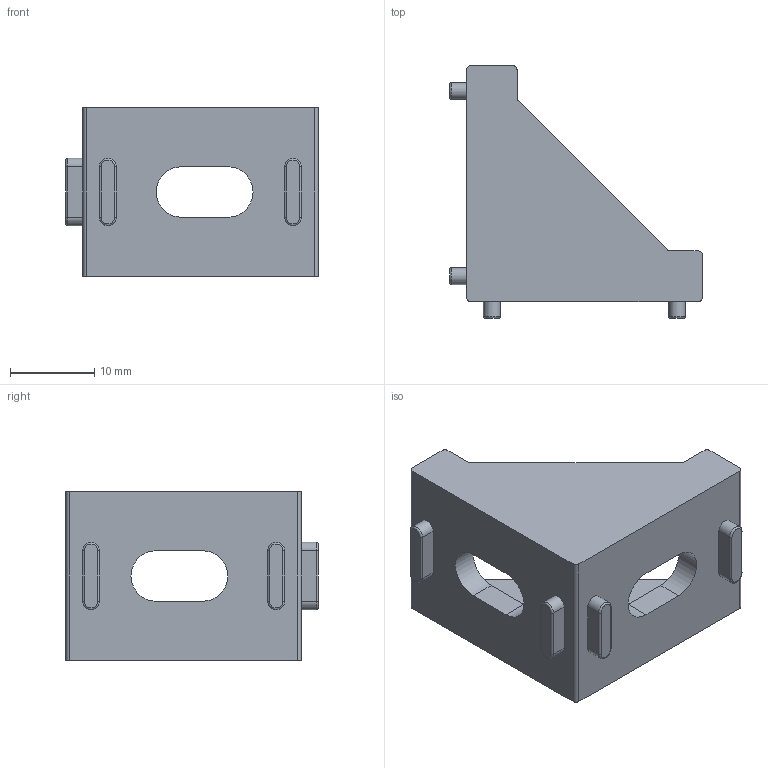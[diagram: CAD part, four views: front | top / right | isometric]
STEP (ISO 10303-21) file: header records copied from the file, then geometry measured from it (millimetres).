
FILE_DESCRIPTION (( 'STEP AP214' ), '1' );
FILE_NAME ('ke-nhom-noi-2020.STEP', '2022-08-27T08:22:24', ( '' ), ( '' ), 'SwSTEP 2.0', 'SolidWorks 2020', '' );
FILE_SCHEMA (( 'AUTOMOTIVE_DESIGN' ));
Length unit declared in the file: millimetre
Products named in the file (1): ke-nhom-noi-2020
Bounding box: 30 x 30 x 20 mm (x, y, z)
Volume: 4747.8 mm3; surface area: 3761.1 mm2
Topology: 1 solids, 1 shells, 73 faces, 185 edges, 118 vertices
Faces by surface type: cylinder 33, plane 32, torus 8
Entity records: 2247 total; most frequent: DIRECTION 407, CARTESIAN_POINT 377, ORIENTED_EDGE 370, EDGE_CURVE 185, AXIS2_PLACEMENT_3D 148, VERTEX_POINT 118, LINE 111, VECTOR 111
